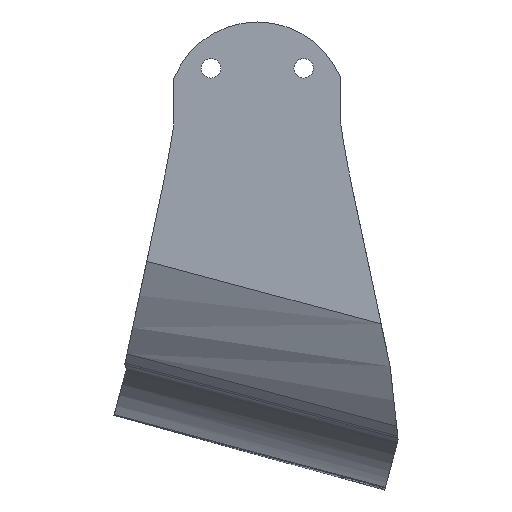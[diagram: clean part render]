
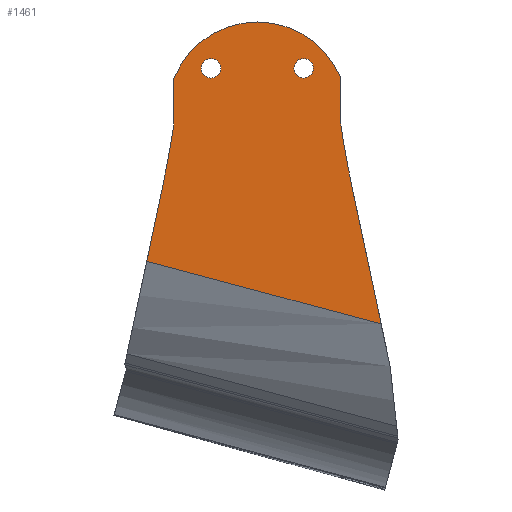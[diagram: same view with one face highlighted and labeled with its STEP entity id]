
A CAD part, left-side view. The second image highlights one B-rep face of the part: STEP entity #1461.
In plain terms, the highlighted planar face has unit normal (-1, 0, 0).
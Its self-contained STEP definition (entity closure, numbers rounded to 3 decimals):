
#29=FACE_BOUND('',#341,.T.);
#30=FACE_BOUND('',#342,.T.);
#180=PLANE('',#1570);
#255=FACE_OUTER_BOUND('',#340,.T.);
#340=EDGE_LOOP('',(#1281,#1282,#1283,#1284,#1285,#1286,#1287,#1288,#1289));
#341=EDGE_LOOP('',(#1290));
#342=EDGE_LOOP('',(#1291));
#372=LINE('',#1897,#445);
#379=LINE('',#1927,#452);
#426=LINE('',#3471,#499);
#430=LINE('',#3650,#503);
#432=LINE('',#3695,#505);
#445=VECTOR('',#1620,10.);
#452=VECTOR('',#1653,10.);
#499=VECTOR('',#1826,10.);
#503=VECTOR('',#1832,10.);
#505=VECTOR('',#1836,10.);
#520=CIRCLE('',#1490,223.54);
#522=CIRCLE('',#1494,19.378);
#524=CIRCLE('',#1497,19.512);
#526=CIRCLE('',#1500,2.1);
#528=CIRCLE('',#1503,2.1);
#530=CIRCLE('',#1507,223.54);
#563=VERTEX_POINT('',#1887);
#564=VERTEX_POINT('',#1888);
#567=VERTEX_POINT('',#1896);
#569=VERTEX_POINT('',#1902);
#571=VERTEX_POINT('',#1908);
#573=VERTEX_POINT('',#1914);
#575=VERTEX_POINT('',#1920);
#577=VERTEX_POINT('',#1926);
#579=VERTEX_POINT('',#1932);
#692=VERTEX_POINT('',#3430);
#696=VERTEX_POINT('',#3649);
#714=EDGE_CURVE('',#563,#564,#520,.T.);
#718=EDGE_CURVE('',#564,#567,#372,.T.);
#721=EDGE_CURVE('',#567,#569,#522,.T.);
#724=EDGE_CURVE('',#569,#571,#524,.T.);
#727=EDGE_CURVE('',#573,#573,#526,.T.);
#730=EDGE_CURVE('',#575,#575,#528,.T.);
#733=EDGE_CURVE('',#571,#577,#379,.T.);
#736=EDGE_CURVE('',#577,#579,#530,.T.);
#898=EDGE_CURVE('',#563,#692,#426,.T.);
#909=EDGE_CURVE('',#696,#579,#430,.T.);
#913=EDGE_CURVE('',#692,#696,#432,.T.);
#1281=ORIENTED_EDGE('',*,*,#898,.T.);
#1282=ORIENTED_EDGE('',*,*,#913,.T.);
#1283=ORIENTED_EDGE('',*,*,#909,.T.);
#1284=ORIENTED_EDGE('',*,*,#736,.F.);
#1285=ORIENTED_EDGE('',*,*,#733,.F.);
#1286=ORIENTED_EDGE('',*,*,#724,.F.);
#1287=ORIENTED_EDGE('',*,*,#721,.F.);
#1288=ORIENTED_EDGE('',*,*,#718,.F.);
#1289=ORIENTED_EDGE('',*,*,#714,.F.);
#1290=ORIENTED_EDGE('',*,*,#727,.F.);
#1291=ORIENTED_EDGE('',*,*,#730,.F.);
#1461=ADVANCED_FACE('',(#255,#29,#30),#180,.T.);
#1490=AXIS2_PLACEMENT_3D('',#1889,#1612,#1613);
#1494=AXIS2_PLACEMENT_3D('',#1903,#1625,#1626);
#1497=AXIS2_PLACEMENT_3D('',#1909,#1632,#1633);
#1500=AXIS2_PLACEMENT_3D('',#1915,#1639,#1640);
#1503=AXIS2_PLACEMENT_3D('',#1921,#1646,#1647);
#1507=AXIS2_PLACEMENT_3D('',#1933,#1658,#1659);
#1570=AXIS2_PLACEMENT_3D('',#3694,#1834,#1835);
#1612=DIRECTION('center_axis',(-1.,0.,0.));
#1613=DIRECTION('ref_axis',(0.,-0.989,-0.146));
#1620=DIRECTION('',(0.,0.,1.));
#1625=DIRECTION('center_axis',(1.,0.,0.));
#1626=DIRECTION('ref_axis',(0.,0.929,0.37));
#1632=DIRECTION('center_axis',(1.,0.,0.));
#1633=DIRECTION('ref_axis',(0.,0.,1.));
#1639=DIRECTION('center_axis',(-1.,0.,0.));
#1640=DIRECTION('ref_axis',(0.,1.,0.));
#1646=DIRECTION('center_axis',(-1.,0.,0.));
#1647=DIRECTION('ref_axis',(0.,1.,0.));
#1653=DIRECTION('',(0.,0.,-1.));
#1658=DIRECTION('center_axis',(-1.,0.,0.));
#1659=DIRECTION('ref_axis',(0.,0.978,-0.208));
#1826=DIRECTION('',(0.,0.208,-0.978));
#1832=DIRECTION('',(0.,0.208,0.978));
#1834=DIRECTION('center_axis',(-1.,0.,0.));
#1835=DIRECTION('ref_axis',(0.,0.,1.));
#1836=DIRECTION('',(0.,-0.966,-0.259));
#1887=CARTESIAN_POINT('',(-80.,62.077,24.875));
#1888=CARTESIAN_POINT('',(-80.,59.584,38.737));
#1889=CARTESIAN_POINT('Origin',(-80.,280.732,71.352));
#1896=CARTESIAN_POINT('',(-80.,59.584,48.536));
#1897=CARTESIAN_POINT('',(-80.,59.584,45.671));
#1902=CARTESIAN_POINT('',(-80.,41.584,60.737));
#1903=CARTESIAN_POINT('Origin',(-80.,41.584,41.359));
#1908=CARTESIAN_POINT('',(-80.,23.584,48.756));
#1909=CARTESIAN_POINT('Origin',(-80.,41.584,41.225));
#1914=CARTESIAN_POINT('',(-80.,49.484,50.737));
#1915=CARTESIAN_POINT('Origin',(-80.,51.584,50.737));
#1920=CARTESIAN_POINT('',(-80.,29.484,50.737));
#1921=CARTESIAN_POINT('Origin',(-80.,31.584,50.737));
#1926=CARTESIAN_POINT('',(-80.,23.584,38.737));
#1927=CARTESIAN_POINT('',(-80.,23.584,40.771));
#1932=CARTESIAN_POINT('',(-80.,21.091,24.875));
#1933=CARTESIAN_POINT('Origin',(-80.,-197.564,71.352));
#3430=CARTESIAN_POINT('',(-80.,65.422,9.137));
#3471=CARTESIAN_POINT('',(-80.,62.748,21.715));
#3649=CARTESIAN_POINT('',(-80.,14.866,-4.409));
#3650=CARTESIAN_POINT('',(-80.,14.875,-4.37));
#3694=CARTESIAN_POINT('Origin',(-80.,41.847,-0.518));
#3695=CARTESIAN_POINT('',(-80.,5.21,-6.996));
